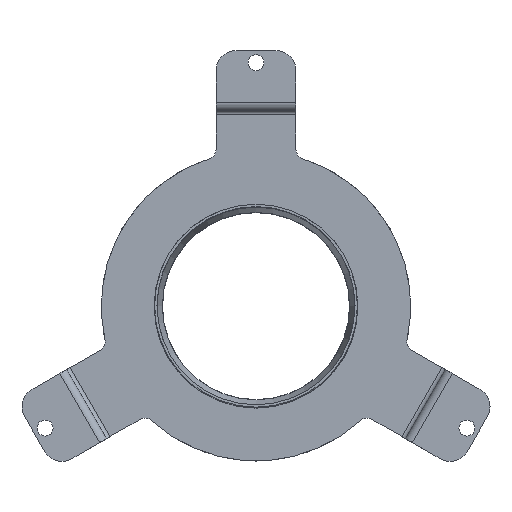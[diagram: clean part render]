
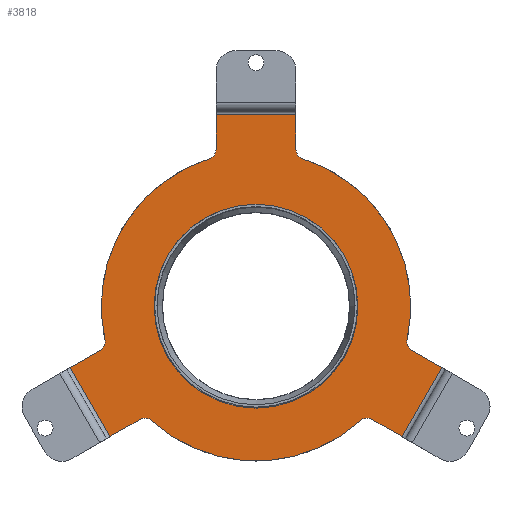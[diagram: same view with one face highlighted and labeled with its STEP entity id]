
A CAD part, top view. The second image highlights one B-rep face of the part: STEP entity #3818.
In plain terms, the highlighted planar face has unit normal (0, 0, 1).
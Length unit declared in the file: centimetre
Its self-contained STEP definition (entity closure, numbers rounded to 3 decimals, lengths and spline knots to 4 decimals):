
#126=FACE_BOUND('',#990,.T.);
#264=CIRCLE('',#4817,5.);
#266=CIRCLE('',#4821,5.);
#268=CIRCLE('',#4824,77.5);
#270=CIRCLE('',#4827,5.);
#272=CIRCLE('',#4831,5.);
#273=CIRCLE('',#4833,77.5);
#276=CIRCLE('',#4837,5.);
#278=CIRCLE('',#4841,5.);
#279=CIRCLE('',#4843,77.5);
#324=CIRCLE('',#4953,51.);
#467=PLANE('',#4954);
#707=FACE_OUTER_BOUND('',#989,.T.);
#989=EDGE_LOOP('',(#3503,#3504,#3505,#3506,#3507,#3508,#3509,#3510,#3511,
#3512,#3513,#3514,#3515,#3516,#3517,#3518,#3519,#3520));
#990=EDGE_LOOP('',(#3521));
#1421=VERTEX_POINT('',#8955);
#1422=VERTEX_POINT('',#8957);
#1424=VERTEX_POINT('',#8963);
#1427=VERTEX_POINT('',#8970);
#1428=VERTEX_POINT('',#8972);
#1430=VERTEX_POINT('',#8978);
#1432=VERTEX_POINT('',#8984);
#1434=VERTEX_POINT('',#8990);
#1437=VERTEX_POINT('',#8997);
#1438=VERTEX_POINT('',#8999);
#1441=VERTEX_POINT('',#9009);
#1442=VERTEX_POINT('',#9011);
#1444=VERTEX_POINT('',#9017);
#1447=VERTEX_POINT('',#9024);
#1448=VERTEX_POINT('',#9026);
#1514=VERTEX_POINT('',#9252);
#1517=VERTEX_POINT('',#9271);
#1520=VERTEX_POINT('',#9290);
#1522=VERTEX_POINT('',#9309);
#2012=EDGE_CURVE('',#1421,#1422,#264,.T.);
#2016=EDGE_CURVE('',#1424,#1421,#4081,.T.);
#2019=EDGE_CURVE('',#1427,#1428,#266,.T.);
#2023=EDGE_CURVE('',#1430,#1427,#268,.T.);
#2026=EDGE_CURVE('',#1432,#1430,#270,.T.);
#2029=EDGE_CURVE('',#1434,#1432,#4088,.T.);
#2032=EDGE_CURVE('',#1437,#1438,#272,.T.);
#2034=EDGE_CURVE('',#1422,#1437,#273,.T.);
#2038=EDGE_CURVE('',#1441,#1442,#276,.T.);
#2042=EDGE_CURVE('',#1444,#1441,#4095,.T.);
#2045=EDGE_CURVE('',#1447,#1448,#278,.T.);
#2047=EDGE_CURVE('',#1442,#1447,#279,.T.);
#2160=EDGE_CURVE('',#1444,#1514,#4175,.T.);
#2170=EDGE_CURVE('',#1434,#1517,#4181,.T.);
#2180=EDGE_CURVE('',#1424,#1520,#4187,.T.);
#2181=EDGE_CURVE('',#1438,#1514,#4188,.T.);
#2183=EDGE_CURVE('',#1448,#1517,#4190,.T.);
#2185=EDGE_CURVE('',#1428,#1520,#4192,.T.);
#2189=EDGE_CURVE('',#1522,#1522,#324,.T.);
#3503=ORIENTED_EDGE('',*,*,#2160,.T.);
#3504=ORIENTED_EDGE('',*,*,#2181,.F.);
#3505=ORIENTED_EDGE('',*,*,#2032,.F.);
#3506=ORIENTED_EDGE('',*,*,#2034,.F.);
#3507=ORIENTED_EDGE('',*,*,#2012,.F.);
#3508=ORIENTED_EDGE('',*,*,#2016,.F.);
#3509=ORIENTED_EDGE('',*,*,#2180,.T.);
#3510=ORIENTED_EDGE('',*,*,#2185,.F.);
#3511=ORIENTED_EDGE('',*,*,#2019,.F.);
#3512=ORIENTED_EDGE('',*,*,#2023,.F.);
#3513=ORIENTED_EDGE('',*,*,#2026,.F.);
#3514=ORIENTED_EDGE('',*,*,#2029,.F.);
#3515=ORIENTED_EDGE('',*,*,#2170,.T.);
#3516=ORIENTED_EDGE('',*,*,#2183,.F.);
#3517=ORIENTED_EDGE('',*,*,#2045,.F.);
#3518=ORIENTED_EDGE('',*,*,#2047,.F.);
#3519=ORIENTED_EDGE('',*,*,#2038,.F.);
#3520=ORIENTED_EDGE('',*,*,#2042,.F.);
#3521=ORIENTED_EDGE('',*,*,#2189,.T.);
#3818=ADVANCED_FACE('',(#707,#126),#467,.T.);
#4081=LINE('',#8965,#4442);
#4088=LINE('',#8992,#4449);
#4095=LINE('',#9019,#4456);
#4175=LINE('',#9257,#4536);
#4181=LINE('',#9276,#4542);
#4187=LINE('',#9295,#4548);
#4188=LINE('',#9297,#4549);
#4190=LINE('',#9300,#4551);
#4192=LINE('',#9303,#4553);
#4442=VECTOR('',#5728,10.);
#4449=VECTOR('',#5755,10.);
#4456=VECTOR('',#5782,10.);
#4536=VECTOR('',#6038,10.);
#4542=VECTOR('',#6064,10.);
#4548=VECTOR('',#6090,10.);
#4549=VECTOR('',#6093,10.);
#4551=VECTOR('',#6097,10.);
#4553=VECTOR('',#6101,10.);
#4817=AXIS2_PLACEMENT_3D('',#8958,#5721,#5722);
#4821=AXIS2_PLACEMENT_3D('',#8973,#5734,#5735);
#4824=AXIS2_PLACEMENT_3D('',#8980,#5742,#5743);
#4827=AXIS2_PLACEMENT_3D('',#8986,#5749,#5750);
#4831=AXIS2_PLACEMENT_3D('',#9000,#5761,#5762);
#4833=AXIS2_PLACEMENT_3D('',#9003,#5766,#5767);
#4837=AXIS2_PLACEMENT_3D('',#9012,#5775,#5776);
#4841=AXIS2_PLACEMENT_3D('',#9027,#5788,#5789);
#4843=AXIS2_PLACEMENT_3D('',#9030,#5793,#5794);
#4953=AXIS2_PLACEMENT_3D('',#9311,#6110,#6111);
#4954=AXIS2_PLACEMENT_3D('',#9312,#6112,#6113);
#5721=DIRECTION('center_axis',(0.,0.,
1.));
#5722=DIRECTION('ref_axis',(-0.807,-0.59,0.));
#5728=DIRECTION('',(0.,-1.,0.));
#5734=DIRECTION('center_axis',(0.,0.,
1.));
#5735=DIRECTION('ref_axis',(0.807,-0.59,0.));
#5742=DIRECTION('center_axis',(0.,0.,
-1.));
#5743=DIRECTION('ref_axis',(-0.258,0.966,0.));
#5749=DIRECTION('center_axis',(0.,0.,
1.));
#5750=DIRECTION('ref_axis',(0.915,-0.404,0.));
#5755=DIRECTION('',(0.866,0.5,0.));
#5761=DIRECTION('center_axis',(0.,0.,
1.));
#5762=DIRECTION('ref_axis',(-0.915,-0.404,0.));
#5766=DIRECTION('center_axis',(0.,0.,
-1.));
#5767=DIRECTION('ref_axis',(0.966,-0.26,0.));
#5775=DIRECTION('center_axis',(0.,0.,
1.));
#5776=DIRECTION('ref_axis',(-0.108,0.994,0.));
#5782=DIRECTION('',(-0.866,0.5,0.));
#5788=DIRECTION('center_axis',(0.,0.,
1.));
#5789=DIRECTION('ref_axis',(0.108,0.994,0.));
#5793=DIRECTION('center_axis',(0.,0.,
-1.));
#5794=DIRECTION('ref_axis',(-0.708,-0.707,0.));
#6038=DIRECTION('',(0.5,0.866,0.));
#6064=DIRECTION('',(0.5,-0.866,0.));
#6090=DIRECTION('',(-1.,0.,0.));
#6093=DIRECTION('',(0.866,-0.5,0.));
#6097=DIRECTION('',(-0.866,-0.5,0.));
#6101=DIRECTION('',(0.,1.,0.));
#6110=DIRECTION('center_axis',(0.,0.,
-1.));
#6111=DIRECTION('ref_axis',(1.,0.,0.));
#6112=DIRECTION('center_axis',(0.,0.,
1.));
#6113=DIRECTION('ref_axis',(0.,-1.,0.));
#8955=CARTESIAN_POINT('',(20.,78.6209,2.));
#8957=CARTESIAN_POINT('',(23.4848,73.856,2.));
#8958=CARTESIAN_POINT('Origin',(25.,78.6209,2.));
#8963=CARTESIAN_POINT('',(20.,96.,2.));
#8965=CARTESIAN_POINT('',(20.,74.8749,2.));
#8970=CARTESIAN_POINT('',(-23.4848,73.856,2.));
#8972=CARTESIAN_POINT('',(-20.,78.6209,2.));
#8973=CARTESIAN_POINT('Origin',(-25.,78.6209,2.));
#8978=CARTESIAN_POINT('',(-75.7036,-16.5895,2.));
#8980=CARTESIAN_POINT('Origin',(0.,0.,
2.));
#8984=CARTESIAN_POINT('',(-78.0877,-21.99,2.));
#8986=CARTESIAN_POINT('Origin',(-80.5877,-17.6598,2.));
#8990=CARTESIAN_POINT('',(-93.1384,-30.6795,2.));
#8992=CARTESIAN_POINT('',(-74.8436,-20.1169,2.));
#8997=CARTESIAN_POINT('',(75.7036,-16.5895,2.));
#8999=CARTESIAN_POINT('',(78.0877,-21.99,2.));
#9000=CARTESIAN_POINT('Origin',(80.5877,-17.6598,2.));
#9003=CARTESIAN_POINT('Origin',(0.,0.,
2.));
#9009=CARTESIAN_POINT('',(58.0877,-56.631,2.));
#9011=CARTESIAN_POINT('',(52.2188,-57.2665,2.));
#9012=CARTESIAN_POINT('Origin',(55.5877,-60.9611,2.));
#9017=CARTESIAN_POINT('',(73.1384,-65.3205,2.));
#9019=CARTESIAN_POINT('',(54.8436,-54.758,2.));
#9024=CARTESIAN_POINT('',(-52.2188,-57.2665,2.));
#9026=CARTESIAN_POINT('',(-58.0877,-56.631,2.));
#9027=CARTESIAN_POINT('Origin',(-55.5877,-60.9611,2.));
#9030=CARTESIAN_POINT('Origin',(0.,0.,
2.));
#9252=CARTESIAN_POINT('',(93.1384,-30.6795,2.));
#9257=CARTESIAN_POINT('',(88.1384,-39.3397,2.));
#9271=CARTESIAN_POINT('',(-73.1384,-65.3205,2.));
#9276=CARTESIAN_POINT('',(-78.1384,-56.6603,2.));
#9290=CARTESIAN_POINT('',(-20.,96.,2.));
#9295=CARTESIAN_POINT('',(-10.,96.,2.));
#9297=CARTESIAN_POINT('',(96.6025,-32.6795,2.));
#9300=CARTESIAN_POINT('',(-76.6025,-67.3205,2.));
#9303=CARTESIAN_POINT('',(-20.,100.,2.));
#9309=CARTESIAN_POINT('',(-51.,0.,2.));
#9311=CARTESIAN_POINT('Origin',(0.,0.,
2.));
#9312=CARTESIAN_POINT('Origin',(0.,0.,
2.));
